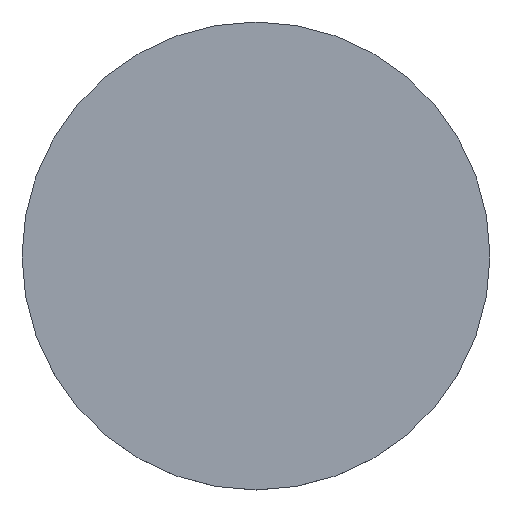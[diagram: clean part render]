
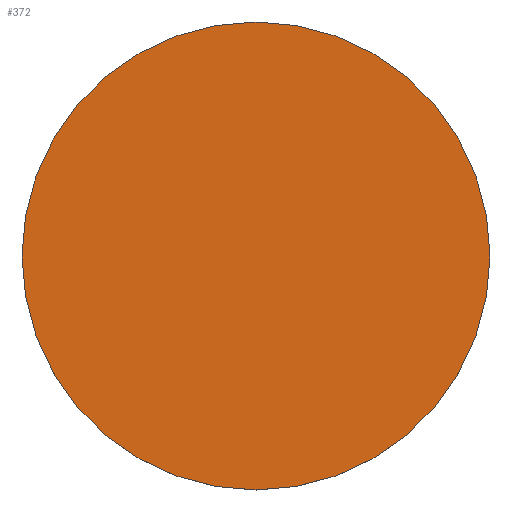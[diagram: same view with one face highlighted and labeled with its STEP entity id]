
A CAD part, top view. The second image highlights one B-rep face of the part: STEP entity #372.
In plain terms, the highlighted planar face has unit normal (0, 0, 1).
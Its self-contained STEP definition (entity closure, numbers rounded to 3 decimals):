
#45 = CYLINDRICAL_SURFACE('',#46,2.3);
#46 = AXIS2_PLACEMENT_3D('',#47,#48,#49);
#47 = CARTESIAN_POINT('',(0.,0.,0.61));
#48 = DIRECTION('',(0.,0.,-1.));
#49 = DIRECTION('',(0.,-1.,0.));
#98 = CYLINDRICAL_SURFACE('',#99,2.3);
#99 = AXIS2_PLACEMENT_3D('',#100,#101,#102);
#100 = CARTESIAN_POINT('',(0.,0.,0.61));
#101 = DIRECTION('',(0.,0.,-1.));
#102 = DIRECTION('',(0.,-1.,0.));
#135 = EDGE_CURVE('',#136,#138,#140,.T.);
#136 = VERTEX_POINT('',#137);
#137 = CARTESIAN_POINT('',(0.,2.3,0.6));
#138 = VERTEX_POINT('',#139);
#139 = CARTESIAN_POINT('',(0.,-2.3,0.6));
#140 = SURFACE_CURVE('',#141,(#146,#175),.PCURVE_S1.);
#141 = CIRCLE('',#142,2.3);
#142 = AXIS2_PLACEMENT_3D('',#143,#144,#145);
#143 = CARTESIAN_POINT('',(0.,0.,0.6));
#144 = DIRECTION('',(0.,0.,-1.));
#145 = DIRECTION('',(0.,1.,0.));
#146 = PCURVE('',#45,#147);
#147 = DEFINITIONAL_REPRESENTATION('',(#148),#174);
#148 = B_SPLINE_CURVE_WITH_KNOTS('',3,(#149,#150,#151,#152,#153,#154,
    #155,#156,#157,#158,#159,#160,#161,#162,#163,#164,#165,#166,#167,
    #168,#169,#170,#171,#172,#173),.UNSPECIFIED.,.F.,.F.,(4,1,1,1,1,1,1,
    1,1,1,1,1,1,1,1,1,1,1,1,1,1,1,4),(0.,0.143,0.286,
    0.428,0.571,0.714,0.857,
    1.,1.142,1.285,1.428,
    1.571,1.714,1.856,1.999,
    2.142,2.285,2.428,2.57,
    2.713,2.856,2.999,3.142),
  .QUASI_UNIFORM_KNOTS.);
#149 = CARTESIAN_POINT('',(3.142,0.01));
#150 = CARTESIAN_POINT('',(3.189,0.01));
#151 = CARTESIAN_POINT('',(3.284,0.01));
#152 = CARTESIAN_POINT('',(3.427,0.01));
#153 = CARTESIAN_POINT('',(3.57,0.01));
#154 = CARTESIAN_POINT('',(3.713,0.01));
#155 = CARTESIAN_POINT('',(3.856,0.01));
#156 = CARTESIAN_POINT('',(3.998,0.01));
#157 = CARTESIAN_POINT('',(4.141,0.01));
#158 = CARTESIAN_POINT('',(4.284,0.01));
#159 = CARTESIAN_POINT('',(4.427,0.01));
#160 = CARTESIAN_POINT('',(4.57,0.01));
#161 = CARTESIAN_POINT('',(4.712,0.01));
#162 = CARTESIAN_POINT('',(4.855,0.01));
#163 = CARTESIAN_POINT('',(4.998,0.01));
#164 = CARTESIAN_POINT('',(5.141,0.01));
#165 = CARTESIAN_POINT('',(5.284,0.01));
#166 = CARTESIAN_POINT('',(5.426,0.01));
#167 = CARTESIAN_POINT('',(5.569,0.01));
#168 = CARTESIAN_POINT('',(5.712,0.01));
#169 = CARTESIAN_POINT('',(5.855,0.01));
#170 = CARTESIAN_POINT('',(5.998,0.01));
#171 = CARTESIAN_POINT('',(6.14,0.01));
#172 = CARTESIAN_POINT('',(6.236,0.01));
#173 = CARTESIAN_POINT('',(6.283,0.01));
#174 = ( GEOMETRIC_REPRESENTATION_CONTEXT(2) 
PARAMETRIC_REPRESENTATION_CONTEXT() REPRESENTATION_CONTEXT('2D SPACE',''
  ) );
#175 = PCURVE('',#176,#181);
#176 = PLANE('',#177);
#177 = AXIS2_PLACEMENT_3D('',#178,#179,#180);
#178 = CARTESIAN_POINT('',(0.,0.,0.6));
#179 = DIRECTION('',(0.,0.,-1.));
#180 = DIRECTION('',(0.,-1.,0.));
#181 = DEFINITIONAL_REPRESENTATION('',(#182),#186);
#182 = CIRCLE('',#183,2.3);
#183 = AXIS2_PLACEMENT_2D('',#184,#185);
#184 = CARTESIAN_POINT('',(0.,0.));
#185 = DIRECTION('',(-1.,-0.));
#186 = ( GEOMETRIC_REPRESENTATION_CONTEXT(2) 
PARAMETRIC_REPRESENTATION_CONTEXT() REPRESENTATION_CONTEXT('2D SPACE',''
  ) );
#324 = EDGE_CURVE('',#136,#138,#325,.T.);
#325 = SURFACE_CURVE('',#326,(#331,#360),.PCURVE_S1.);
#326 = CIRCLE('',#327,2.3);
#327 = AXIS2_PLACEMENT_3D('',#328,#329,#330);
#328 = CARTESIAN_POINT('',(0.,0.,0.6));
#329 = DIRECTION('',(0.,-0.,1.));
#330 = DIRECTION('',(0.,1.,0.));
#331 = PCURVE('',#98,#332);
#332 = DEFINITIONAL_REPRESENTATION('',(#333),#359);
#333 = B_SPLINE_CURVE_WITH_KNOTS('',3,(#334,#335,#336,#337,#338,#339,
    #340,#341,#342,#343,#344,#345,#346,#347,#348,#349,#350,#351,#352,
    #353,#354,#355,#356,#357,#358),.UNSPECIFIED.,.F.,.F.,(4,1,1,1,1,1,1,
    1,1,1,1,1,1,1,1,1,1,1,1,1,1,1,4),(0.,0.143,0.286,
    0.428,0.571,0.714,0.857,
    1.,1.142,1.285,1.428,
    1.571,1.714,1.856,1.999,
    2.142,2.285,2.428,2.57,
    2.713,2.856,2.999,3.142),
  .QUASI_UNIFORM_KNOTS.);
#334 = CARTESIAN_POINT('',(3.142,0.01));
#335 = CARTESIAN_POINT('',(3.094,0.01));
#336 = CARTESIAN_POINT('',(2.999,0.01));
#337 = CARTESIAN_POINT('',(2.856,0.01));
#338 = CARTESIAN_POINT('',(2.713,0.01));
#339 = CARTESIAN_POINT('',(2.57,0.01));
#340 = CARTESIAN_POINT('',(2.428,0.01));
#341 = CARTESIAN_POINT('',(2.285,0.01));
#342 = CARTESIAN_POINT('',(2.142,0.01));
#343 = CARTESIAN_POINT('',(1.999,0.01));
#344 = CARTESIAN_POINT('',(1.856,0.01));
#345 = CARTESIAN_POINT('',(1.714,0.01));
#346 = CARTESIAN_POINT('',(1.571,0.01));
#347 = CARTESIAN_POINT('',(1.428,0.01));
#348 = CARTESIAN_POINT('',(1.285,0.01));
#349 = CARTESIAN_POINT('',(1.142,0.01));
#350 = CARTESIAN_POINT('',(1.,0.01));
#351 = CARTESIAN_POINT('',(0.857,0.01));
#352 = CARTESIAN_POINT('',(0.714,0.01));
#353 = CARTESIAN_POINT('',(0.571,0.01));
#354 = CARTESIAN_POINT('',(0.428,0.01));
#355 = CARTESIAN_POINT('',(0.286,0.01));
#356 = CARTESIAN_POINT('',(0.143,0.01));
#357 = CARTESIAN_POINT('',(0.048,0.01));
#358 = CARTESIAN_POINT('',(0.,0.01));
#359 = ( GEOMETRIC_REPRESENTATION_CONTEXT(2) 
PARAMETRIC_REPRESENTATION_CONTEXT() REPRESENTATION_CONTEXT('2D SPACE',''
  ) );
#360 = PCURVE('',#176,#361);
#361 = DEFINITIONAL_REPRESENTATION('',(#362),#370);
#362 = ( BOUNDED_CURVE() B_SPLINE_CURVE(2,(#363,#364,#365,#366,#367,#368
,#369),.UNSPECIFIED.,.F.,.F.) B_SPLINE_CURVE_WITH_KNOTS((1,2,2,2,2,1),(
    -2.094,0.,2.094,4.189,6.283,
8.378),.UNSPECIFIED.) CURVE() GEOMETRIC_REPRESENTATION_ITEM() 
RATIONAL_B_SPLINE_CURVE((1.,0.5,1.,0.5,1.,0.5,1.)) REPRESENTATION_ITEM(
  '') );
#363 = CARTESIAN_POINT('',(-2.3,0.));
#364 = CARTESIAN_POINT('',(-2.3,3.984));
#365 = CARTESIAN_POINT('',(1.15,1.992));
#366 = CARTESIAN_POINT('',(4.6,0.));
#367 = CARTESIAN_POINT('',(1.15,-1.992));
#368 = CARTESIAN_POINT('',(-2.3,-3.984));
#369 = CARTESIAN_POINT('',(-2.3,0.));
#370 = ( GEOMETRIC_REPRESENTATION_CONTEXT(2) 
PARAMETRIC_REPRESENTATION_CONTEXT() REPRESENTATION_CONTEXT('2D SPACE',''
  ) );
#372 = ADVANCED_FACE('',(#373),#176,.F.);
#373 = FACE_BOUND('',#374,.F.);
#374 = EDGE_LOOP('',(#375,#376));
#375 = ORIENTED_EDGE('',*,*,#324,.F.);
#376 = ORIENTED_EDGE('',*,*,#135,.T.);
